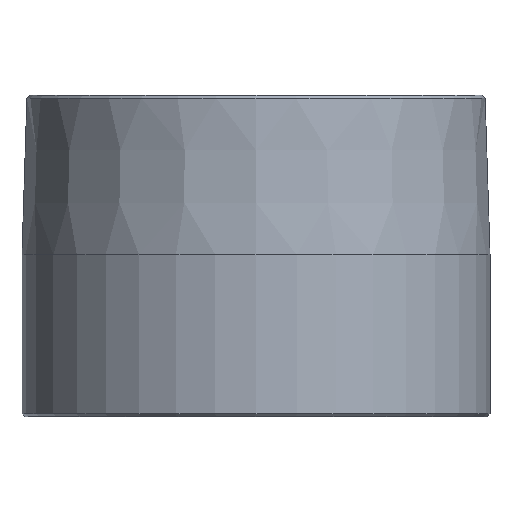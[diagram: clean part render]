
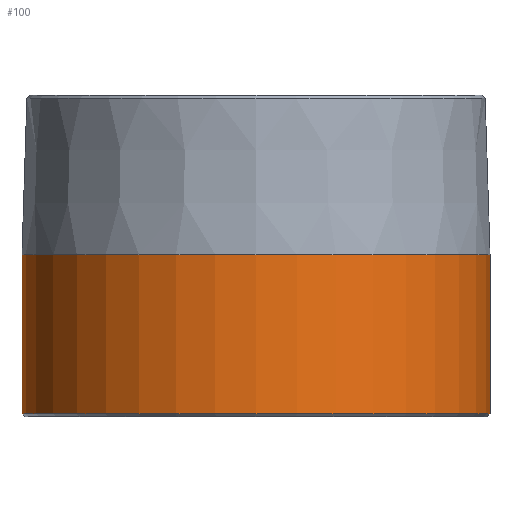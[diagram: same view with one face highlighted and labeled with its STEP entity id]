
A CAD part, front view. The second image highlights one B-rep face of the part: STEP entity #100.
In plain terms, the highlighted cylindrical face has radius 50.8 mm (diameter 101.6 mm), a partial arc.
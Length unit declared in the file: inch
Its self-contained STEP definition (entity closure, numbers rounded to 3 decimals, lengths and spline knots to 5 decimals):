
#11 = DIRECTION ( 'NONE',  ( 0., 0., -1. ) ) ;
#23 = CARTESIAN_POINT ( 'NONE',  ( 0., 0., 0.025 ) ) ;
#25 = LINE ( 'NONE', #294, #380 ) ;
#34 = CYLINDRICAL_SURFACE ( 'NONE', #352, 2. ) ;
#61 = ORIENTED_EDGE ( 'NONE', *, *, #217, .T. ) ;
#69 = ORIENTED_EDGE ( 'NONE', *, *, #247, .T. ) ;
#74 = EDGE_LOOP ( 'NONE', ( #409, #61, #69, #119 ) ) ;
#80 = CARTESIAN_POINT ( 'NONE',  ( 0., 0., 2.75 ) ) ;
#88 = CARTESIAN_POINT ( 'NONE',  ( -2., 0., 1.385 ) ) ;
#100 = ADVANCED_FACE ( 'NONE', ( #461 ), #34, .T. ) ;
#119 = ORIENTED_EDGE ( 'NONE', *, *, #136, .T. ) ;
#136 = EDGE_CURVE ( 'NONE', #197, #494, #414, .T. ) ;
#164 = CARTESIAN_POINT ( 'NONE',  ( 2., 0., 0.025 ) ) ;
#180 = DIRECTION ( 'NONE',  ( 0., 0., 1. ) ) ;
#181 = CIRCLE ( 'NONE', #198, 2. ) ;
#185 = VERTEX_POINT ( 'NONE', #328 ) ;
#187 = VECTOR ( 'NONE', #11, 39.37008 ) ;
#197 = VERTEX_POINT ( 'NONE', #397 ) ;
#198 = AXIS2_PLACEMENT_3D ( 'NONE', #204, #403, #443 ) ;
#201 = LINE ( 'NONE', #351, #187 ) ;
#204 = CARTESIAN_POINT ( 'NONE',  ( 0., 0., 1.385 ) ) ;
#208 = DIRECTION ( 'NONE',  ( 0., 0., -1. ) ) ;
#217 = EDGE_CURVE ( 'NONE', #185, #445, #181, .T. ) ;
#247 = EDGE_CURVE ( 'NONE', #445, #197, #25, .T. ) ;
#262 = DIRECTION ( 'NONE',  ( -1., 0., 0. ) ) ;
#294 = CARTESIAN_POINT ( 'NONE',  ( -2., 0., 2.75 ) ) ;
#308 = DIRECTION ( 'NONE',  ( 0., 0., -1. ) ) ;
#328 = CARTESIAN_POINT ( 'NONE',  ( 2., 0., 1.385 ) ) ;
#351 = CARTESIAN_POINT ( 'NONE',  ( 2., 0., 2.75 ) ) ;
#352 = AXIS2_PLACEMENT_3D ( 'NONE', #80, #308, #262 ) ;
#380 = VECTOR ( 'NONE', #208, 39.37008 ) ;
#397 = CARTESIAN_POINT ( 'NONE',  ( -2., 0., 0.025 ) ) ;
#403 = DIRECTION ( 'NONE',  ( 0., 0., -1. ) ) ;
#409 = ORIENTED_EDGE ( 'NONE', *, *, #479, .F. ) ;
#414 = CIRCLE ( 'NONE', #422, 2. ) ;
#422 = AXIS2_PLACEMENT_3D ( 'NONE', #23, #180, #482 ) ;
#443 = DIRECTION ( 'NONE',  ( -1., 0., 0. ) ) ;
#445 = VERTEX_POINT ( 'NONE', #88 ) ;
#461 = FACE_OUTER_BOUND ( 'NONE', #74, .T. ) ;
#479 = EDGE_CURVE ( 'NONE', #185, #494, #201, .T. ) ;
#482 = DIRECTION ( 'NONE',  ( 1., 0., 0. ) ) ;
#494 = VERTEX_POINT ( 'NONE', #164 ) ;
